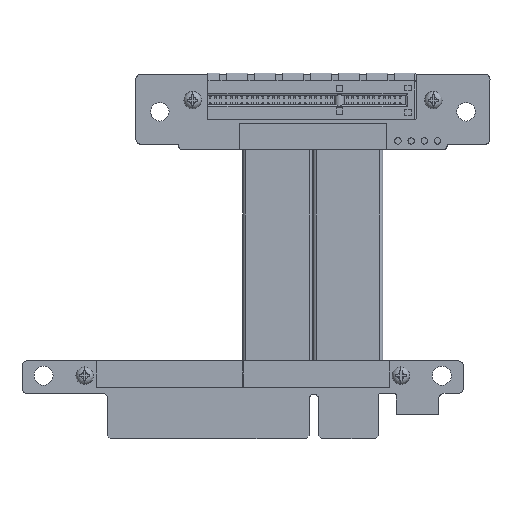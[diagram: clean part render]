
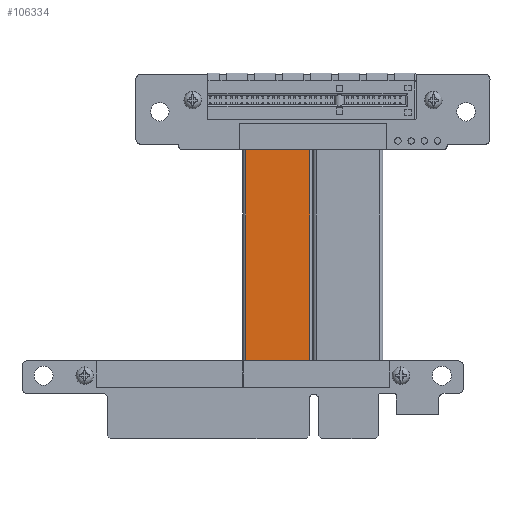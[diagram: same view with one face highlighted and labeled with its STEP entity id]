
A CAD part, top view. The second image highlights one B-rep face of the part: STEP entity #106334.
In plain terms, the highlighted face is planar.
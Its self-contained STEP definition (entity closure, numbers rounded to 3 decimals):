
#106334 = ADVANCED_FACE('',(#106335),#106369,.T.);
#106335 = FACE_BOUND('',#106336,.T.);
#106336 = EDGE_LOOP('',(#106337,#106347,#106355,#106363));
#106337 = ORIENTED_EDGE('',*,*,#106338,.T.);
#106338 = EDGE_CURVE('',#106339,#106341,#106343,.T.);
#106339 = VERTEX_POINT('',#106340);
#106340 = CARTESIAN_POINT('',(0.,-1.4,-43.)
  );
#106341 = VERTEX_POINT('',#106342);
#106342 = CARTESIAN_POINT('',(12.065,-1.4,-43.));
#106343 = LINE('',#106344,#106345);
#106344 = CARTESIAN_POINT('',(0.148,-1.4,-43.));
#106345 = VECTOR('',#106346,1.);
#106346 = DIRECTION('',(1.,0.,0.));
#106347 = ORIENTED_EDGE('',*,*,#106348,.T.);
#106348 = EDGE_CURVE('',#106341,#106349,#106351,.T.);
#106349 = VERTEX_POINT('',#106350);
#106350 = CARTESIAN_POINT('',(12.065,-1.4,0.));
#106351 = LINE('',#106352,#106353);
#106352 = CARTESIAN_POINT('',(12.065,-1.4,-43.));
#106353 = VECTOR('',#106354,1.);
#106354 = DIRECTION('',(0.,0.,1.));
#106355 = ORIENTED_EDGE('',*,*,#106356,.F.);
#106356 = EDGE_CURVE('',#106357,#106349,#106359,.T.);
#106357 = VERTEX_POINT('',#106358);
#106358 = CARTESIAN_POINT('',(0.,-1.4,
    0.));
#106359 = LINE('',#106360,#106361);
#106360 = CARTESIAN_POINT('',(0.148,-1.4,0.));
#106361 = VECTOR('',#106362,1.);
#106362 = DIRECTION('',(1.,0.,0.));
#106363 = ORIENTED_EDGE('',*,*,#106364,.F.);
#106364 = EDGE_CURVE('',#106339,#106357,#106365,.T.);
#106365 = LINE('',#106366,#106367);
#106366 = CARTESIAN_POINT('',(0.,-1.4,-43.)
  );
#106367 = VECTOR('',#106368,1.);
#106368 = DIRECTION('',(0.,0.,1.));
#106369 = PLANE('',#106370);
#106370 = AXIS2_PLACEMENT_3D('',#106371,#106372,#106373);
#106371 = CARTESIAN_POINT('',(6.032,-1.4,-43.));
#106372 = DIRECTION('',(0.,-1.,0.));
#106373 = DIRECTION('',(0.,0.,-1.));
